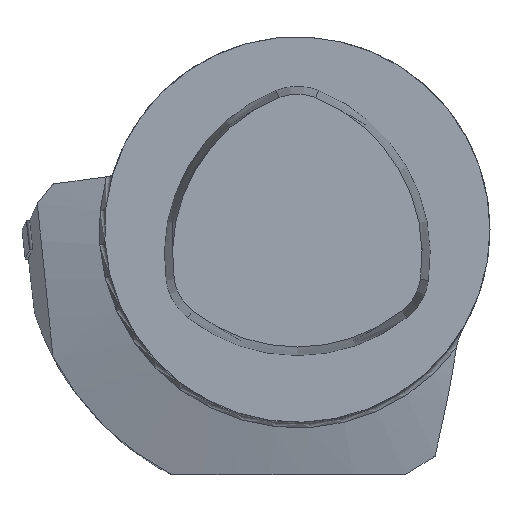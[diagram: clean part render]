
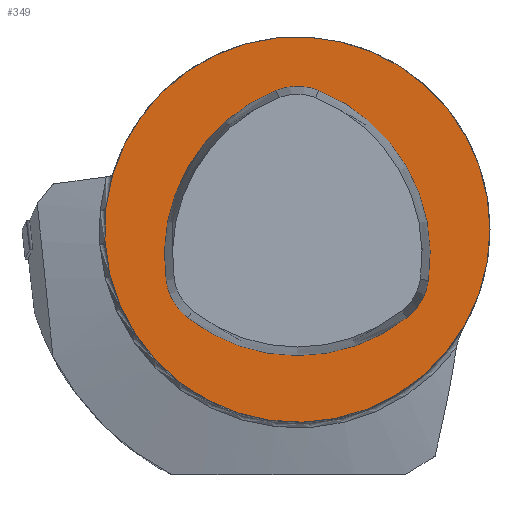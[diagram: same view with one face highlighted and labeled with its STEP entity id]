
A CAD part, top view. The second image highlights one B-rep face of the part: STEP entity #349.
In plain terms, the highlighted planar face has unit normal (0, 0, 1).
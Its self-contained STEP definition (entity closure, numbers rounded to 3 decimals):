
#120=FACE_BOUND('',#511,.T.);
#121=FACE_BOUND('',#512,.T.);
#349=ADVANCED_FACE('',(#120,#121),#403,.T.);
#403=PLANE('',#1217);
#511=EDGE_LOOP('',(#656));
#512=EDGE_LOOP('',(#657,#658,#659,#660,#661,#662));
#656=ORIENTED_EDGE('',*,*,#998,.T.);
#657=ORIENTED_EDGE('',*,*,#1013,.F.);
#658=ORIENTED_EDGE('',*,*,#1014,.F.);
#659=ORIENTED_EDGE('',*,*,#1015,.F.);
#660=ORIENTED_EDGE('',*,*,#1016,.F.);
#661=ORIENTED_EDGE('',*,*,#1017,.F.);
#662=ORIENTED_EDGE('',*,*,#1018,.F.);
#893=VERTEX_POINT('',#1768);
#905=VERTEX_POINT('',#1819);
#906=VERTEX_POINT('',#1820);
#907=VERTEX_POINT('',#1822);
#908=VERTEX_POINT('',#1824);
#909=VERTEX_POINT('',#1826);
#910=VERTEX_POINT('',#1828);
#998=EDGE_CURVE('',#893,#893,#1087,.T.);
#1013=EDGE_CURVE('',#905,#906,#1090,.T.);
#1014=EDGE_CURVE('',#907,#905,#1091,.T.);
#1015=EDGE_CURVE('',#908,#907,#1092,.T.);
#1016=EDGE_CURVE('',#909,#908,#1093,.T.);
#1017=EDGE_CURVE('',#910,#909,#1094,.T.);
#1018=EDGE_CURVE('',#906,#910,#1095,.T.);
#1087=CIRCLE('',#1200,31.5);
#1090=CIRCLE('',#1211,29.);
#1091=CIRCLE('',#1212,9.4);
#1092=CIRCLE('',#1213,29.);
#1093=CIRCLE('',#1214,9.4);
#1094=CIRCLE('',#1215,29.);
#1095=CIRCLE('',#1216,9.4);
#1200=AXIS2_PLACEMENT_3D('',#1767,#1379,#1380);
#1211=AXIS2_PLACEMENT_3D('',#1818,#1405,#1406);
#1212=AXIS2_PLACEMENT_3D('',#1821,#1407,#1408);
#1213=AXIS2_PLACEMENT_3D('',#1823,#1409,#1410);
#1214=AXIS2_PLACEMENT_3D('',#1825,#1411,#1412);
#1215=AXIS2_PLACEMENT_3D('',#1827,#1413,#1414);
#1216=AXIS2_PLACEMENT_3D('',#1829,#1415,#1416);
#1217=AXIS2_PLACEMENT_3D('',#1830,#1417,#1418);
#1379=DIRECTION('',(0.,0.,1.));
#1380=DIRECTION('',(1.,0.,0.));
#1405=DIRECTION('',(0.,0.,1.));
#1406=DIRECTION('',(1.,0.,0.));
#1407=DIRECTION('',(0.,0.,1.));
#1408=DIRECTION('',(1.,0.,0.));
#1409=DIRECTION('',(0.,0.,1.));
#1410=DIRECTION('',(1.,0.,0.));
#1411=DIRECTION('',(0.,0.,1.));
#1412=DIRECTION('',(1.,0.,0.));
#1413=DIRECTION('',(0.,0.,1.));
#1414=DIRECTION('',(1.,0.,0.));
#1415=DIRECTION('',(0.,0.,1.));
#1416=DIRECTION('',(1.,0.,0.));
#1417=DIRECTION('',(0.,0.,1.));
#1418=DIRECTION('',(-1.,0.,0.));
#1767=CARTESIAN_POINT('',(0.,0.,0.));
#1768=CARTESIAN_POINT('',(31.5,0.,0.));
#1818=CARTESIAN_POINT('',(7.275,-4.2,0.));
#1819=CARTESIAN_POINT('',(-3.489,22.729,0.));
#1820=CARTESIAN_POINT('',(-21.428,-8.343,0.));
#1821=CARTESIAN_POINT('',(0.,14.,0.));
#1822=CARTESIAN_POINT('',(3.489,22.729,0.));
#1823=CARTESIAN_POINT('',(-7.275,-4.2,0.));
#1824=CARTESIAN_POINT('',(21.428,-8.343,0.));
#1825=CARTESIAN_POINT('',(12.124,-7.,0.));
#1826=CARTESIAN_POINT('',(17.939,-14.386,0.));
#1827=CARTESIAN_POINT('',(0.,8.4,0.));
#1828=CARTESIAN_POINT('',(-17.939,-14.386,0.));
#1829=CARTESIAN_POINT('',(-12.124,-7.,0.));
#1830=CARTESIAN_POINT('',(0.,0.,0.));
